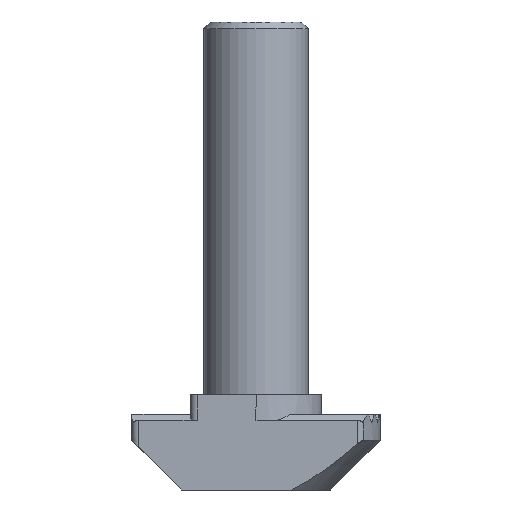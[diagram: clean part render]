
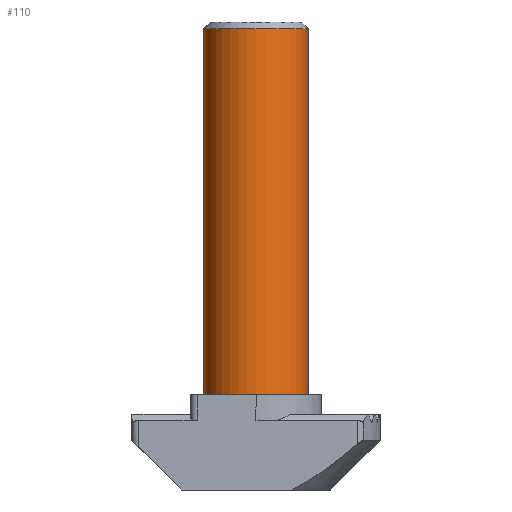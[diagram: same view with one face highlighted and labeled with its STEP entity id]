
A CAD part, front view. The second image highlights one B-rep face of the part: STEP entity #110.
In plain terms, the highlighted cylindrical face has radius 4 mm (diameter 8 mm), a partial arc.
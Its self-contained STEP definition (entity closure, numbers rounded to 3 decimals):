
#41 = CYLINDRICAL_SURFACE ( 'NONE', #1240, 4. ) ;
#73 = VERTEX_POINT ( 'NONE', #141 ) ;
#110 = ADVANCED_FACE ( 'NONE', ( #2235 ), #41, .T. ) ;
#132 = VERTEX_POINT ( 'NONE', #670 ) ;
#141 = CARTESIAN_POINT ( 'NONE',  ( -4., 0., 35.307 ) ) ;
#146 = EDGE_CURVE ( 'NONE', #132, #73, #1829, .T. ) ;
#229 = LINE ( 'NONE', #966, #2228 ) ;
#284 = DIRECTION ( 'NONE',  ( -1., 0., 0. ) ) ;
#291 = ORIENTED_EDGE ( 'NONE', *, *, #146, .T. ) ;
#323 = DIRECTION ( 'NONE',  ( -1., 0., 0. ) ) ;
#388 = EDGE_CURVE ( 'NONE', #73, #1760, #464, .T. ) ;
#401 = VECTOR ( 'NONE', #1735, 1000. ) ;
#427 = DIRECTION ( 'NONE',  ( 0., 0., -1. ) ) ;
#445 = CIRCLE ( 'NONE', #1601, 4. ) ;
#464 = LINE ( 'NONE', #1799, #401 ) ;
#467 = CARTESIAN_POINT ( 'NONE',  ( 0., 0., -1.509 ) ) ;
#496 = CARTESIAN_POINT ( 'NONE',  ( 0., 0., 35.307 ) ) ;
#670 = CARTESIAN_POINT ( 'NONE',  ( 4., 0., 35.307 ) ) ;
#748 = ORIENTED_EDGE ( 'NONE', *, *, #388, .T. ) ;
#890 = VERTEX_POINT ( 'NONE', #2364 ) ;
#906 = DIRECTION ( 'NONE',  ( 0., 0., -1. ) ) ;
#966 = CARTESIAN_POINT ( 'NONE',  ( 4., 0., -1.509 ) ) ;
#1130 = CARTESIAN_POINT ( 'NONE',  ( -4., 0., 7.3 ) ) ;
#1240 = AXIS2_PLACEMENT_3D ( 'NONE', #467, #1415, #284 ) ;
#1415 = DIRECTION ( 'NONE',  ( 0., 0., -1. ) ) ;
#1590 = ORIENTED_EDGE ( 'NONE', *, *, #2474, .F. ) ;
#1601 = AXIS2_PLACEMENT_3D ( 'NONE', #1642, #1636, #1633 ) ;
#1617 = EDGE_CURVE ( 'NONE', #1760, #890, #445, .T. ) ;
#1626 = ORIENTED_EDGE ( 'NONE', *, *, #1617, .T. ) ;
#1633 = DIRECTION ( 'NONE',  ( -1., 0., 0. ) ) ;
#1636 = DIRECTION ( 'NONE',  ( 0., 0., 1. ) ) ;
#1638 = AXIS2_PLACEMENT_3D ( 'NONE', #496, #427, #323 ) ;
#1642 = CARTESIAN_POINT ( 'NONE',  ( 0., 0., 7.3 ) ) ;
#1735 = DIRECTION ( 'NONE',  ( 0., 0., -1. ) ) ;
#1760 = VERTEX_POINT ( 'NONE', #1130 ) ;
#1799 = CARTESIAN_POINT ( 'NONE',  ( -4., 0., -1.509 ) ) ;
#1829 = CIRCLE ( 'NONE', #1638, 4. ) ;
#2117 = EDGE_LOOP ( 'NONE', ( #1590, #291, #748, #1626 ) ) ;
#2228 = VECTOR ( 'NONE', #906, 1000. ) ;
#2235 = FACE_OUTER_BOUND ( 'NONE', #2117, .T. ) ;
#2364 = CARTESIAN_POINT ( 'NONE',  ( 4., 0., 7.3 ) ) ;
#2474 = EDGE_CURVE ( 'NONE', #132, #890, #229, .T. ) ;
